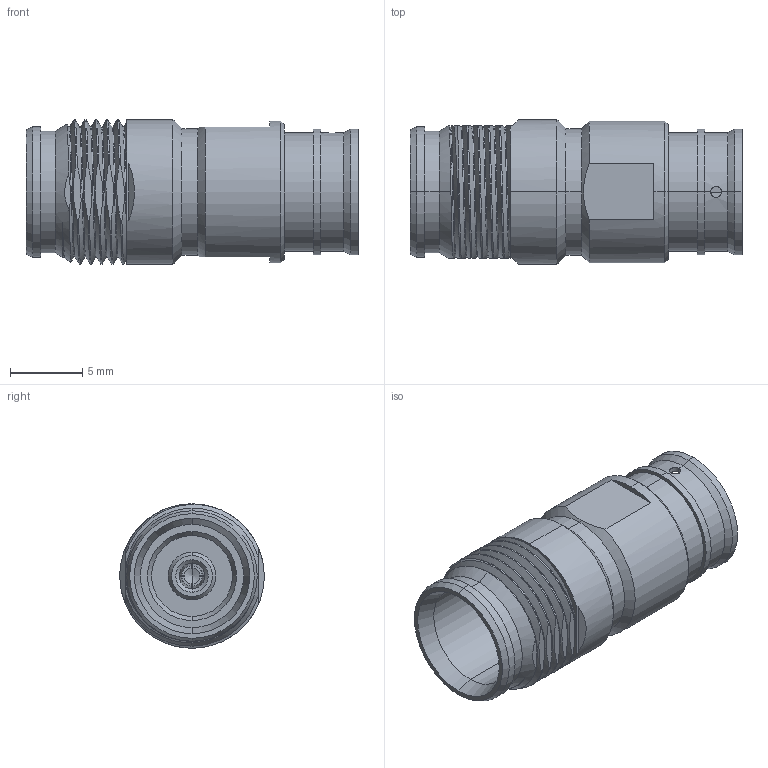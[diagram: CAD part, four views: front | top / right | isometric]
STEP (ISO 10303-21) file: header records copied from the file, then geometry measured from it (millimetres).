
FILE_DESCRIPTION (( 'STEP AP214' ), '1' );
FILE_NAME ('FMCN1710.step', '2021-01-28T21:30:43', ( '' ), ( '' ), 'SwSTEP 2.0', 'SolidWorks 2018', '' );
FILE_SCHEMA (( 'AUTOMOTIVE_DESIGN' ));
Length unit declared in the file: inch
Products named in the file (1): FMCN1710
Bounding box: 23 x 10 x 10 mm (x, y, z)
Volume: 1044.6 mm3; surface area: 1260.1 mm2
Topology: 1 solids, 1 shells, 131 faces, 337 edges, 213 vertices
Faces by surface type: plane 51, cylinder 49, cone 28, bspline 3
Entity records: 5469 total; most frequent: CARTESIAN_POINT 2426, ORIENTED_EDGE 670, DIRECTION 583, EDGE_CURVE 335, AXIS2_PLACEMENT_3D 225, VERTEX_POINT 213, EDGE_LOOP 140, LINE 133
